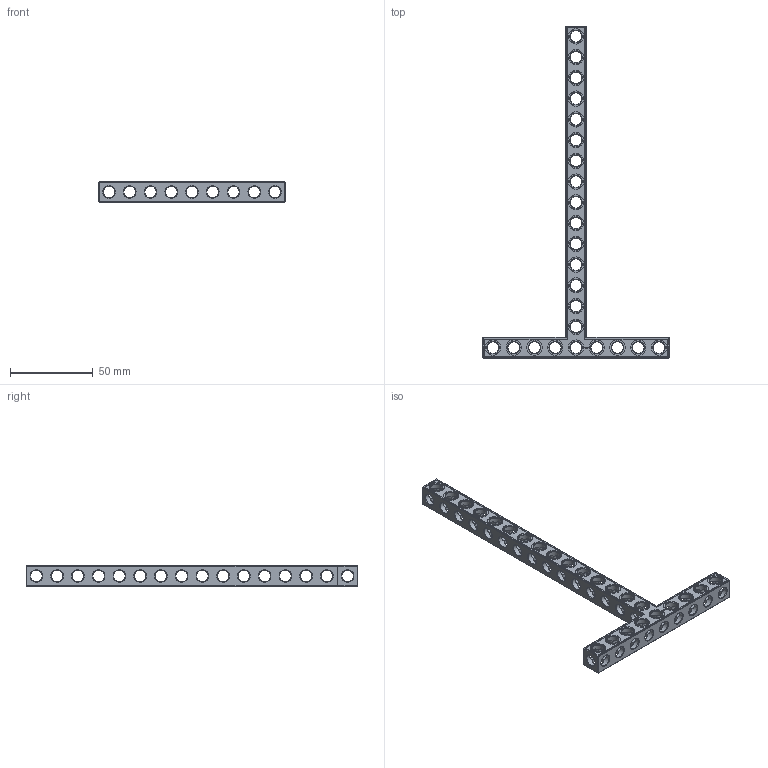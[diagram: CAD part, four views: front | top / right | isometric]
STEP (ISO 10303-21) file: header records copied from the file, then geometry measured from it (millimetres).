
FILE_DESCRIPTION(('FreeCAD Model'),'2;1');
FILE_NAME('Open CASCADE Shape Model','2022-01-27T23:21:48',( 'Paulo Kiefe'),('STEMFIE.org'),'Open CASCADE STEP processor 7.4', 'FreeCAD','Unknown');
FILE_SCHEMA(('AUTOMOTIVE_DESIGN { 1 0 10303 214 1 1 1 1 }'));
Products named in the file (1): Beam_TSH_SYM_ESS_BU09x16x01_-_SPN-BEM-1071_(stemfie.org)
Bounding box: 112.5 x 200 x 12.5 mm (x, y, z)
Volume: 23439.4 mm3; surface area: 21017.5 mm2
Topology: 1 solids, 1 shells, 755 faces, 2325 edges, 1532 vertices
Faces by surface type: plane 406, cylinder 145, extrusion 106, cone 98
Full cylindrical faces by diameter (mm): 6.98 x10, 7 x111, 9.2 x24
Entity records: 83321 total; most frequent: CARTESIAN_POINT 39573, DIRECTION 7275, ORIENTED_EDGE 4650, PCURVE 4650, DEFINITIONAL_REPRESENTATION 4650, VECTOR 4613, LINE 4507, EDGE_CURVE 2325
